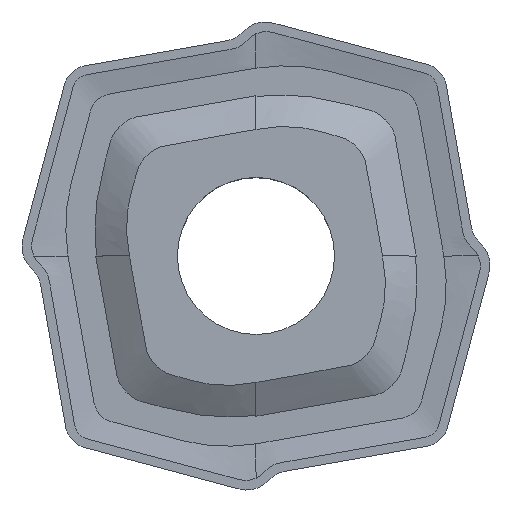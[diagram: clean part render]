
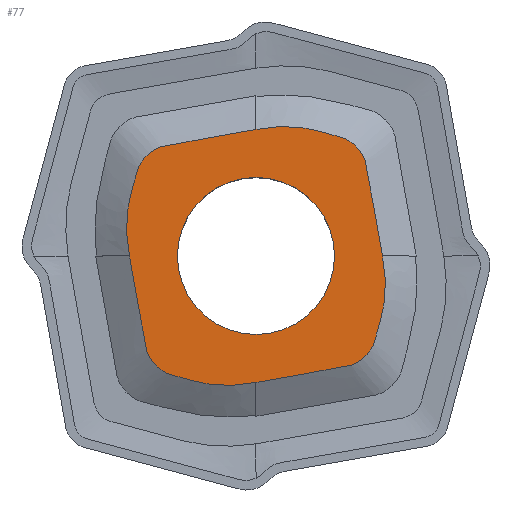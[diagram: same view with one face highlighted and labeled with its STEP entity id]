
A CAD part, top view. The second image highlights one B-rep face of the part: STEP entity #77.
In plain terms, the highlighted planar face has unit normal (0, 0, 1).
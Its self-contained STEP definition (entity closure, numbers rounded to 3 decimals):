
#64=FACE_BOUND('',#162,.T.);
#65=FACE_BOUND('',#163,.T.);
#74=CIRCLE('',#914,1.3);
#77=ADVANCED_FACE('',(#64,#65),#114,.T.);
#114=PLANE('',#915);
#162=EDGE_LOOP('',(#206));
#163=EDGE_LOOP('',(#207,#208,#209,#210));
#206=ORIENTED_EDGE('',*,*,#492,.T.);
#207=ORIENTED_EDGE('',*,*,#493,.F.);
#208=ORIENTED_EDGE('',*,*,#494,.F.);
#209=ORIENTED_EDGE('',*,*,#495,.F.);
#210=ORIENTED_EDGE('',*,*,#496,.F.);
#418=VERTEX_POINT('',#1233);
#419=VERTEX_POINT('',#1255);
#420=VERTEX_POINT('',#1256);
#421=VERTEX_POINT('',#1278);
#422=VERTEX_POINT('',#1300);
#492=EDGE_CURVE('',#418,#418,#74,.T.);
#493=EDGE_CURVE('',#419,#420,#615,.T.);
#494=EDGE_CURVE('',#421,#419,#616,.T.);
#495=EDGE_CURVE('',#422,#421,#617,.T.);
#496=EDGE_CURVE('',#420,#422,#618,.T.);
#615=B_SPLINE_CURVE_WITH_KNOTS('',3,(#1234,#1235,#1236,#1237,#1238,#1239,
#1240,#1241,#1242,#1243,#1244,#1245,#1246,#1247,#1248,#1249,#1250,#1251,
#1252,#1253,#1254),.UNSPECIFIED.,.F.,.F.,(4,1,1,1,1,1,1,1,1,1,1,1,1,1,1,
1,1,1,4),(0.,0.062,0.125,0.187,0.25,
0.312,0.375,0.406,0.437,0.469,
0.5,0.531,0.562,0.578,0.594,
0.625,0.75,0.875,1.),.UNSPECIFIED.);
#616=B_SPLINE_CURVE_WITH_KNOTS('',3,(#1257,#1258,#1259,#1260,#1261,#1262,
#1263,#1264,#1265,#1266,#1267,#1268,#1269,#1270,#1271,#1272,#1273,#1274,
#1275,#1276,#1277),.UNSPECIFIED.,.F.,.F.,(4,1,1,1,1,1,1,1,1,1,1,1,1,1,1,
1,1,1,4),(0.,0.062,0.125,0.187,0.25,
0.312,0.375,0.406,0.437,0.469,
0.5,0.531,0.562,0.578,0.594,
0.625,0.75,0.875,1.),.UNSPECIFIED.);
#617=B_SPLINE_CURVE_WITH_KNOTS('',3,(#1279,#1280,#1281,#1282,#1283,#1284,
#1285,#1286,#1287,#1288,#1289,#1290,#1291,#1292,#1293,#1294,#1295,#1296,
#1297,#1298,#1299),.UNSPECIFIED.,.F.,.F.,(4,1,1,1,1,1,1,1,1,1,1,1,1,1,1,
1,1,1,4),(0.,0.062,0.125,0.187,0.25,
0.312,0.375,0.406,0.437,0.469,
0.5,0.531,0.562,0.578,0.594,
0.625,0.75,0.875,1.),.UNSPECIFIED.);
#618=B_SPLINE_CURVE_WITH_KNOTS('',3,(#1301,#1302,#1303,#1304,#1305,#1306,
#1307,#1308,#1309,#1310,#1311,#1312,#1313,#1314,#1315,#1316,#1317,#1318,
#1319,#1320,#1321),.UNSPECIFIED.,.F.,.F.,(4,1,1,1,1,1,1,1,1,1,1,1,1,1,1,
1,1,1,4),(0.,0.062,0.125,0.187,0.25,
0.312,0.375,0.406,0.437,0.469,
0.5,0.531,0.562,0.578,0.594,
0.625,0.75,0.875,1.),.UNSPECIFIED.);
#914=AXIS2_PLACEMENT_3D('',#1232,#985,#986);
#915=AXIS2_PLACEMENT_3D('',#1322,#987,#988);
#985=DIRECTION('',(0.,0.,-1.));
#986=DIRECTION('',(1.,0.,0.));
#987=DIRECTION('',(0.,0.,1.));
#988=DIRECTION('',(1.,0.,0.));
#1232=CARTESIAN_POINT('',(0.,0.,0.));
#1233=CARTESIAN_POINT('',(1.3,0.,0.));
#1234=CARTESIAN_POINT('',(0.,-2.093,0.));
#1235=CARTESIAN_POINT('',(-0.073,-2.106,0.));
#1236=CARTESIAN_POINT('',(-0.221,-2.132,0.));
#1237=CARTESIAN_POINT('',(-0.445,-2.146,0.));
#1238=CARTESIAN_POINT('',(-0.669,-2.137,0.));
#1239=CARTESIAN_POINT('',(-0.892,-2.107,0.));
#1240=CARTESIAN_POINT('',(-1.109,-2.05,0.));
#1241=CARTESIAN_POINT('',(-1.29,-2.001,0.));
#1242=CARTESIAN_POINT('',(-1.435,-1.962,0.));
#1243=CARTESIAN_POINT('',(-1.536,-1.911,0.));
#1244=CARTESIAN_POINT('',(-1.627,-1.843,0.));
#1245=CARTESIAN_POINT('',(-1.705,-1.761,0.));
#1246=CARTESIAN_POINT('',(-1.768,-1.667,0.));
#1247=CARTESIAN_POINT('',(-1.806,-1.581,0.));
#1248=CARTESIAN_POINT('',(-1.827,-1.508,0.));
#1249=CARTESIAN_POINT('',(-1.84,-1.434,0.));
#1250=CARTESIAN_POINT('',(-1.876,-1.23,0.));
#1251=CARTESIAN_POINT('',(-1.935,-0.895,0.));
#1252=CARTESIAN_POINT('',(-2.014,-0.448,0.));
#1253=CARTESIAN_POINT('',(-2.067,-0.149,0.));
#1254=CARTESIAN_POINT('',(-2.093,0.,0.));
#1255=CARTESIAN_POINT('',(0.,-2.093,0.));
#1256=CARTESIAN_POINT('',(-2.093,0.,0.));
#1257=CARTESIAN_POINT('',(2.093,0.,0.));
#1258=CARTESIAN_POINT('',(2.106,-0.073,0.));
#1259=CARTESIAN_POINT('',(2.132,-0.221,0.));
#1260=CARTESIAN_POINT('',(2.146,-0.445,0.));
#1261=CARTESIAN_POINT('',(2.137,-0.669,0.));
#1262=CARTESIAN_POINT('',(2.107,-0.892,0.));
#1263=CARTESIAN_POINT('',(2.05,-1.109,0.));
#1264=CARTESIAN_POINT('',(2.001,-1.29,0.));
#1265=CARTESIAN_POINT('',(1.962,-1.435,0.));
#1266=CARTESIAN_POINT('',(1.911,-1.536,0.));
#1267=CARTESIAN_POINT('',(1.843,-1.627,0.));
#1268=CARTESIAN_POINT('',(1.761,-1.705,0.));
#1269=CARTESIAN_POINT('',(1.667,-1.768,0.));
#1270=CARTESIAN_POINT('',(1.581,-1.806,0.));
#1271=CARTESIAN_POINT('',(1.508,-1.827,0.));
#1272=CARTESIAN_POINT('',(1.434,-1.84,0.));
#1273=CARTESIAN_POINT('',(1.23,-1.876,0.));
#1274=CARTESIAN_POINT('',(0.895,-1.935,0.));
#1275=CARTESIAN_POINT('',(0.448,-2.014,0.));
#1276=CARTESIAN_POINT('',(0.149,-2.067,0.));
#1277=CARTESIAN_POINT('',(0.,-2.093,0.));
#1278=CARTESIAN_POINT('',(2.093,0.,0.));
#1279=CARTESIAN_POINT('',(0.,2.093,0.));
#1280=CARTESIAN_POINT('',(0.073,2.106,0.));
#1281=CARTESIAN_POINT('',(0.221,2.132,0.));
#1282=CARTESIAN_POINT('',(0.445,2.146,0.));
#1283=CARTESIAN_POINT('',(0.669,2.137,0.));
#1284=CARTESIAN_POINT('',(0.892,2.107,0.));
#1285=CARTESIAN_POINT('',(1.109,2.05,0.));
#1286=CARTESIAN_POINT('',(1.29,2.001,0.));
#1287=CARTESIAN_POINT('',(1.435,1.962,0.));
#1288=CARTESIAN_POINT('',(1.536,1.911,0.));
#1289=CARTESIAN_POINT('',(1.627,1.843,0.));
#1290=CARTESIAN_POINT('',(1.705,1.761,0.));
#1291=CARTESIAN_POINT('',(1.768,1.667,0.));
#1292=CARTESIAN_POINT('',(1.806,1.581,0.));
#1293=CARTESIAN_POINT('',(1.827,1.508,0.));
#1294=CARTESIAN_POINT('',(1.84,1.434,0.));
#1295=CARTESIAN_POINT('',(1.876,1.23,0.));
#1296=CARTESIAN_POINT('',(1.935,0.895,0.));
#1297=CARTESIAN_POINT('',(2.014,0.448,0.));
#1298=CARTESIAN_POINT('',(2.067,0.149,0.));
#1299=CARTESIAN_POINT('',(2.093,0.,0.));
#1300=CARTESIAN_POINT('',(0.,2.093,0.));
#1301=CARTESIAN_POINT('',(-2.093,0.,0.));
#1302=CARTESIAN_POINT('',(-2.106,0.073,0.));
#1303=CARTESIAN_POINT('',(-2.132,0.221,0.));
#1304=CARTESIAN_POINT('',(-2.146,0.445,0.));
#1305=CARTESIAN_POINT('',(-2.137,0.669,0.));
#1306=CARTESIAN_POINT('',(-2.107,0.892,0.));
#1307=CARTESIAN_POINT('',(-2.05,1.109,0.));
#1308=CARTESIAN_POINT('',(-2.001,1.29,0.));
#1309=CARTESIAN_POINT('',(-1.962,1.435,0.));
#1310=CARTESIAN_POINT('',(-1.911,1.536,0.));
#1311=CARTESIAN_POINT('',(-1.843,1.627,0.));
#1312=CARTESIAN_POINT('',(-1.761,1.705,0.));
#1313=CARTESIAN_POINT('',(-1.667,1.768,0.));
#1314=CARTESIAN_POINT('',(-1.581,1.806,0.));
#1315=CARTESIAN_POINT('',(-1.508,1.827,0.));
#1316=CARTESIAN_POINT('',(-1.434,1.84,0.));
#1317=CARTESIAN_POINT('',(-1.23,1.876,0.));
#1318=CARTESIAN_POINT('',(-0.895,1.935,0.));
#1319=CARTESIAN_POINT('',(-0.448,2.014,0.));
#1320=CARTESIAN_POINT('',(-0.149,2.067,0.));
#1321=CARTESIAN_POINT('',(0.,2.093,0.));
#1322=CARTESIAN_POINT('',(2.774,-2.744,0.));
